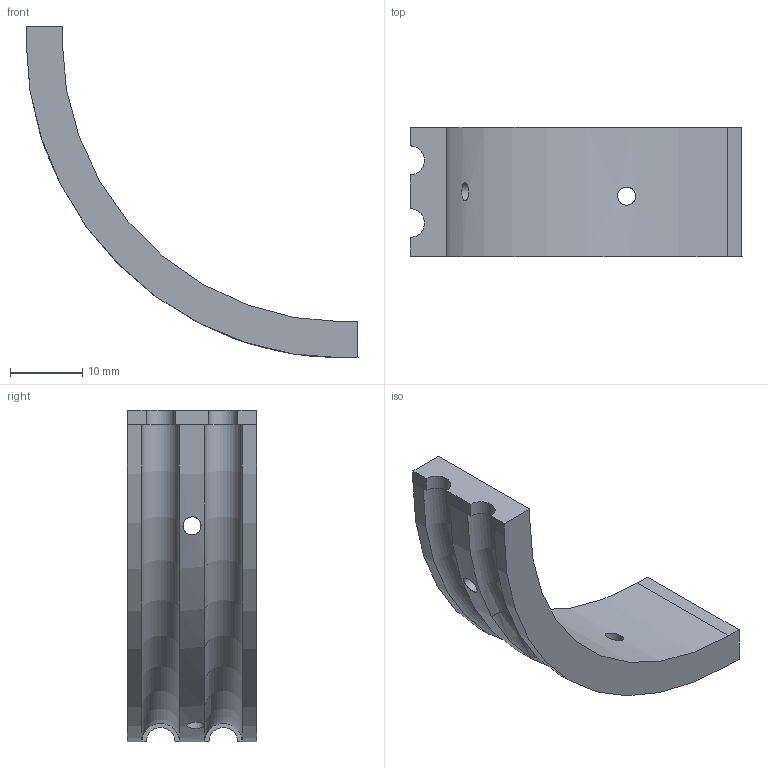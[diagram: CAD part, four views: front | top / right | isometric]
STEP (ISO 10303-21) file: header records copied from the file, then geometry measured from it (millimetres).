
FILE_DESCRIPTION(/* description */ (''),/* implementation_level */ '2;1');
FILE_NAME(/* name */ 'rope-right-angle-bottom.step',/* time_stamp */ '2025-12-05T11:46:17-08:00',/* author */ (''),/* organization */ (''),/* preprocessor_version */ 'ST-DEVELOPER v20.1',/* originating_system */ 'Autodesk Translation Framework v14.21.0.0',/* authorisation */ '');
FILE_SCHEMA (('AUTOMOTIVE_DESIGN { 1 0 10303 214 3 1 1 }'));
Length unit declared in the file: millimetre
Products named in the file (1): rope-right-angle-bottom
Bounding box: 46 x 17.9 x 46 mm (x, y, z)
Volume: 4658.9 mm3; surface area: 3788.3 mm2
Topology: 1 solids, 1 shells, 28 faces, 77 edges, 50 vertices
Faces by surface type: plane 16, cylinder 10, torus 2
Full cylindrical faces by diameter (mm): 2.5 x2
Entity records: 1084 total; most frequent: CARTESIAN_POINT 322, ORIENTED_EDGE 154, DIRECTION 146, EDGE_CURVE 77, VERTEX_POINT 50, AXIS2_PLACEMENT_3D 50, LINE 46, VECTOR 46
